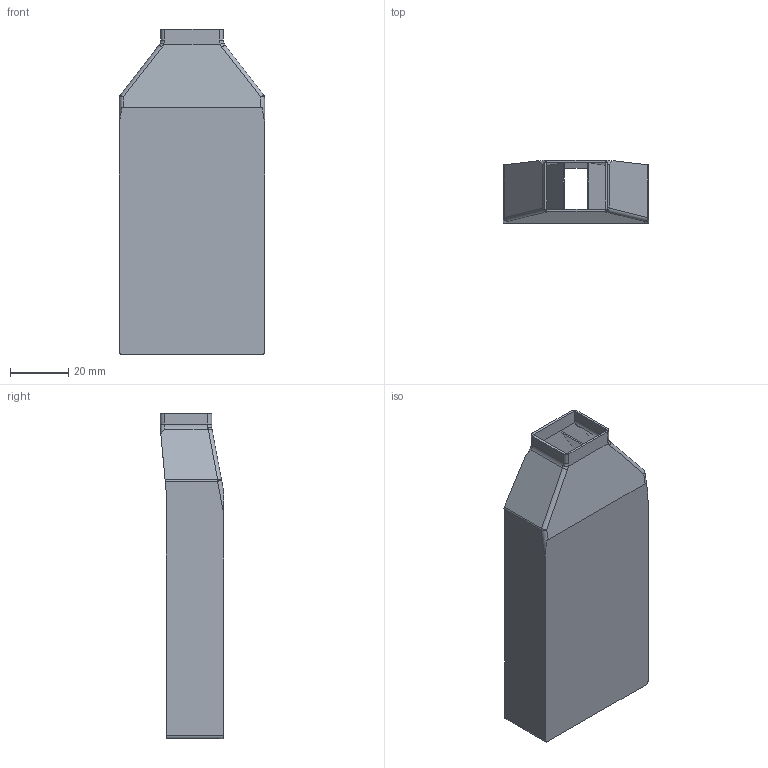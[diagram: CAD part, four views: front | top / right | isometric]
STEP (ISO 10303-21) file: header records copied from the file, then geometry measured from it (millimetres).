
FILE_DESCRIPTION (( 'STEP AP203' ), '1' );
FILE_NAME ('connector-duct-cen-fan -13-6-2018.STEP', '2018-07-05T06:22:20', ( '' ), ( '' ), 'SwSTEP 2.0', 'SolidWorks 2016', '' );
FILE_SCHEMA (( 'CONFIG_CONTROL_DESIGN' ));
Length unit declared in the file: millimetre
Products named in the file (1): connector-duct-cen-fan -13-6-2018
Bounding box: 50 x 21.8 x 112 mm (x, y, z)
Volume: 11617.2 mm3; surface area: 22385.4 mm2
Topology: 1 solids, 1 shells, 70 faces, 190 edges, 120 vertices
Faces by surface type: plane 41, cylinder 19, bspline 10
Entity records: 2707 total; most frequent: CARTESIAN_POINT 986, ORIENTED_EDGE 378, DIRECTION 293, EDGE_CURVE 189, VECTOR 123, LINE 123, VERTEX_POINT 120, AXIS2_PLACEMENT_3D 85
